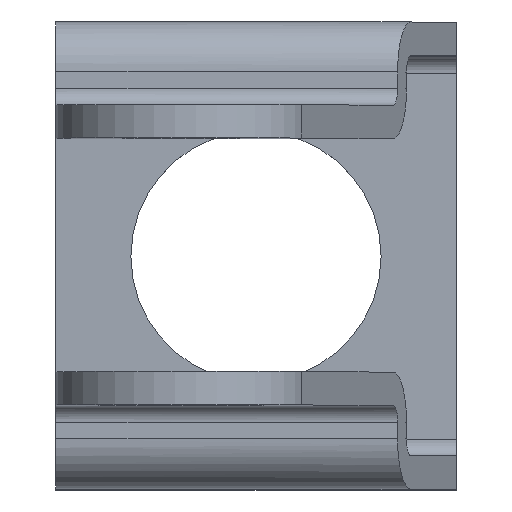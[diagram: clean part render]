
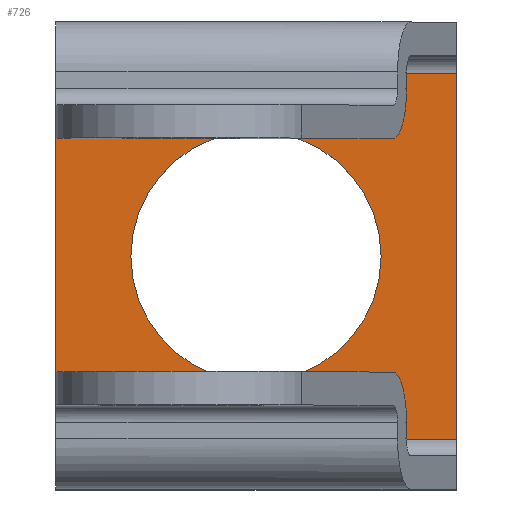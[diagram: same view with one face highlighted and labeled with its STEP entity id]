
A CAD part, top view. The second image highlights one B-rep face of the part: STEP entity #726.
In plain terms, the highlighted planar face has unit normal (0, 0, 1).
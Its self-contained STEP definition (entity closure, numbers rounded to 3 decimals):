
#50=LINE('',#1148,#112);
#72=LINE('',#1212,#134);
#73=LINE('',#1216,#135);
#74=LINE('',#1217,#136);
#112=VECTOR('',#928,44.);
#134=VECTOR('',#994,48.);
#135=VECTOR('',#999,48.);
#136=VECTOR('',#1000,44.);
#160=PLANE('',#802);
#180=FACE_BOUND('',#258,.T.);
#181=FACE_BOUND('',#259,.T.);
#258=EDGE_LOOP('',(#606));
#259=EDGE_LOOP('',(#607,#608,#609,#610));
#270=CIRCLE('',#740,15.);
#300=VERTEX_POINT('',#1037);
#341=VERTEX_POINT('',#1145);
#342=VERTEX_POINT('',#1147);
#362=VERTEX_POINT('',#1211);
#363=VERTEX_POINT('',#1215);
#370=EDGE_CURVE('',#300,#300,#270,.T.);
#421=EDGE_CURVE('',#342,#341,#50,.T.);
#453=EDGE_CURVE('',#362,#342,#72,.T.);
#455=EDGE_CURVE('',#363,#341,#73,.T.);
#456=EDGE_CURVE('',#362,#363,#74,.T.);
#606=ORIENTED_EDGE('',*,*,#370,.T.);
#607=ORIENTED_EDGE('',*,*,#421,.T.);
#608=ORIENTED_EDGE('',*,*,#455,.F.);
#609=ORIENTED_EDGE('',*,*,#456,.F.);
#610=ORIENTED_EDGE('',*,*,#453,.T.);
#726=ADVANCED_FACE('',(#180,#181),#160,.T.);
#740=AXIS2_PLACEMENT_3D('',#1038,#821,#822);
#802=AXIS2_PLACEMENT_3D('',#1214,#997,#998);
#821=DIRECTION('center_axis',(0.,0.,-1.));
#822=DIRECTION('ref_axis',(1.,0.,0.));
#928=DIRECTION('',(0.,1.,0.));
#994=DIRECTION('',(1.,0.,0.));
#997=DIRECTION('center_axis',(0.,0.,1.));
#998=DIRECTION('ref_axis',(1.,0.,0.));
#999=DIRECTION('',(1.,0.,0.));
#1000=DIRECTION('',(0.,1.,0.));
#1037=CARTESIAN_POINT('',(39.,0.,4.));
#1038=CARTESIAN_POINT('Origin',(24.,0.,4.));
#1145=CARTESIAN_POINT('',(48.,22.,4.));
#1147=CARTESIAN_POINT('',(48.,-22.,4.));
#1148=CARTESIAN_POINT('',(48.,0.,4.));
#1211=CARTESIAN_POINT('',(0.,-22.,4.));
#1212=CARTESIAN_POINT('',(0.,-22.,4.));
#1214=CARTESIAN_POINT('Origin',(0.,0.,4.));
#1215=CARTESIAN_POINT('',(0.,22.,4.));
#1216=CARTESIAN_POINT('',(0.,22.,4.));
#1217=CARTESIAN_POINT('',(0.,-22.,4.));
